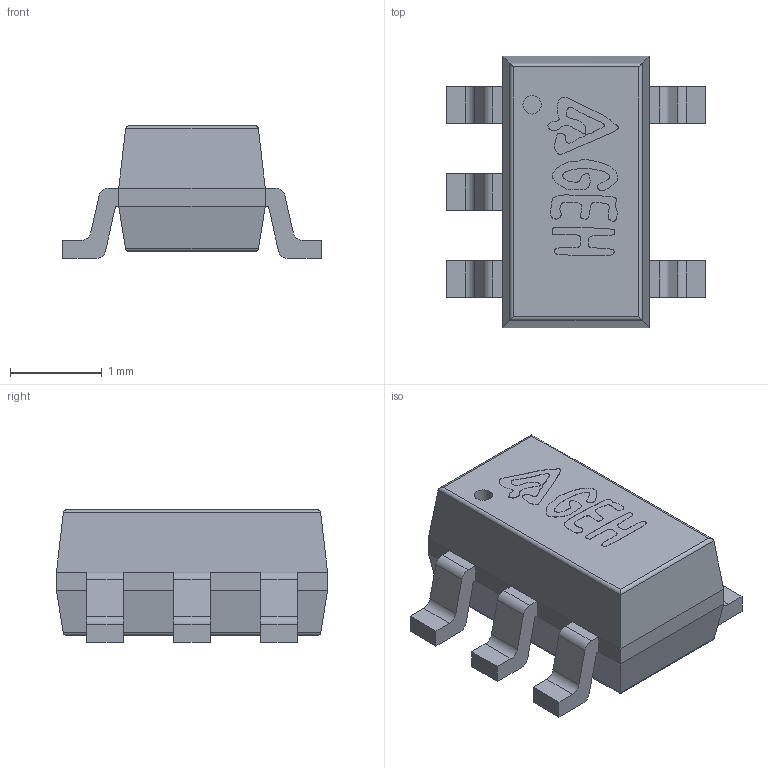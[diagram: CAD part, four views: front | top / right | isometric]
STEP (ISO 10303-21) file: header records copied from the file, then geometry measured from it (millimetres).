
FILE_DESCRIPTION (( 'STEP AP214' ), '1' );
FILE_NAME ('AP2127K-ADJTRG1.STEP', '2021-02-28T06:25:04', ( '' ), ( '' ), 'SwSTEP 2.0', 'SolidWorks 2020', '' );
FILE_SCHEMA (( 'AUTOMOTIVE_DESIGN' ));
Length unit declared in the file: millimetre
Products named in the file (1): AP2127K-ADJTRG1
Bounding box: 2.83 x 2.96 x 1.45 mm (x, y, z)
Surface area: 27.9 mm2 (no closed solid volume)
Topology: 0 solids, 10 shells, 170 faces, 449 edges, 294 vertices
Faces by surface type: bspline 76, plane 69, cylinder 25
Entity records: 6613 total; most frequent: CARTESIAN_POINT 1926, ORIENTED_EDGE 876, DIRECTION 513, EDGE_CURVE 449, VERTEX_POINT 294, LINE 255, VECTOR 255, EDGE_LOOP 171
